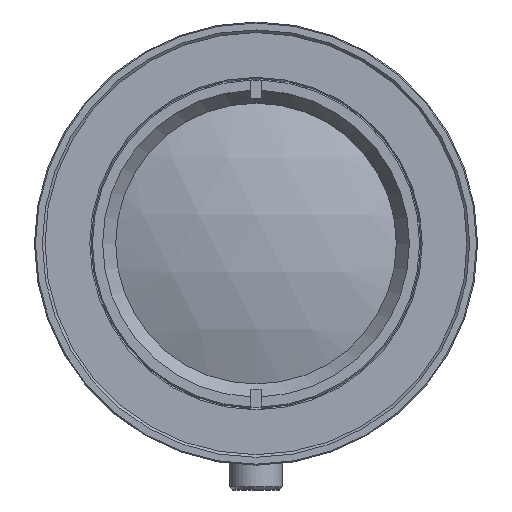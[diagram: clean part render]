
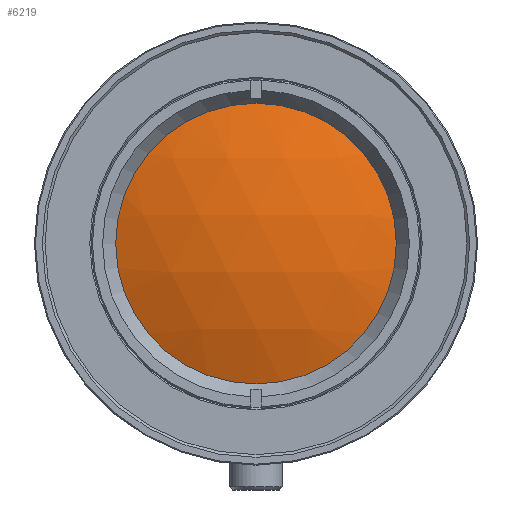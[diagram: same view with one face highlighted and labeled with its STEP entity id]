
A CAD part, front view. The second image highlights one B-rep face of the part: STEP entity #6219.
In plain terms, the highlighted spherical face has radius 36.3 mm.
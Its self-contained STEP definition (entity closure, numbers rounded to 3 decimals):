
#26=SPHERICAL_SURFACE('',#6601,36.3);
#880=CIRCLE('',#6602,13.3);
#1857=ORIENTED_EDGE('',*,*,#2653,.T.);
#2653=EDGE_CURVE('',#3082,#3082,#880,.T.);
#3082=VERTEX_POINT('',#9001);
#3414=EDGE_LOOP('',(#1857));
#3827=FACE_BOUND('',#3414,.T.);
#6219=ADVANCED_FACE('',(#3827),#26,.T.);
#6601=AXIS2_PLACEMENT_3D('',#8999,#7621,#7622);
#6602=AXIS2_PLACEMENT_3D('',#9000,#7623,#7624);
#7621=DIRECTION('',(0.,0.,1.));
#7622=DIRECTION('',(-0.372,-0.928,0.));
#7623=DIRECTION('',(0.,-1.,0.));
#7624=DIRECTION('',(1.,0.,0.));
#8999=CARTESIAN_POINT('',(0.,-16.576,0.));
#9000=CARTESIAN_POINT('',(0.,-50.352,0.));
#9001=CARTESIAN_POINT('',(13.3,-50.352,0.));
